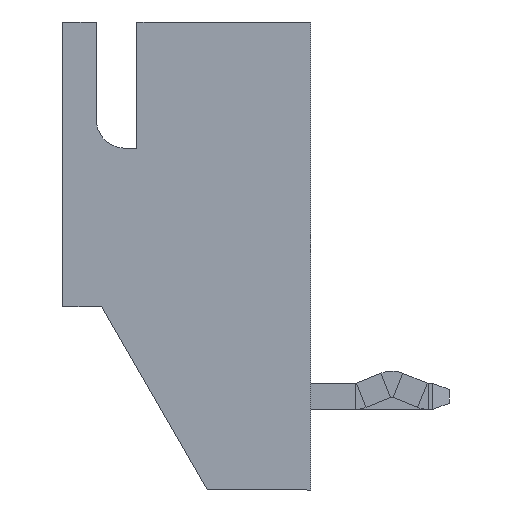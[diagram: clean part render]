
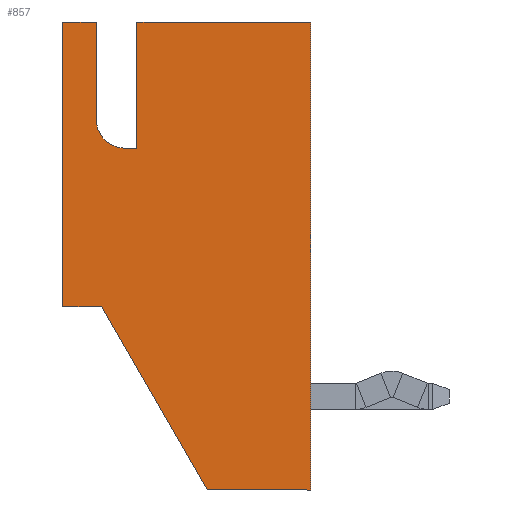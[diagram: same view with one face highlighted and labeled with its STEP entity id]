
A CAD part, left-side view. The second image highlights one B-rep face of the part: STEP entity #857.
In plain terms, the highlighted planar face has unit normal (-1, 0, 0).
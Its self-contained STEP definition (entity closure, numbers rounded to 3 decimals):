
#77 = CARTESIAN_POINT ( 'NONE',  ( -8.7, 0., 0. ) ) ;
#159 = DIRECTION ( 'NONE',  ( 0., 1., 0. ) ) ;
#291 = CARTESIAN_POINT ( 'NONE',  ( -8.7, 0., -7. ) ) ;
#360 = EDGE_LOOP ( 'NONE', ( #1820, #1329, #5009, #4762, #4188, #3383, #855, #392, #1896, #1899, #4468 ) ) ;
#392 = ORIENTED_EDGE ( 'NONE', *, *, #2996, .F. ) ;
#482 = CARTESIAN_POINT ( 'NONE',  ( -8.7, 6.1, -7. ) ) ;
#571 = VECTOR ( 'NONE', #159, 1000. ) ;
#631 = CARTESIAN_POINT ( 'NONE',  ( -8.7, 5.148, -7. ) ) ;
#685 = LINE ( 'NONE', #291, #3641 ) ;
#720 = LINE ( 'NONE', #2275, #3633 ) ;
#740 = CARTESIAN_POINT ( 'NONE',  ( -8.7, 4.275, 0. ) ) ;
#761 = LINE ( 'NONE', #3805, #2583 ) ;
#855 = ORIENTED_EDGE ( 'NONE', *, *, #2474, .F. ) ;
#857 = ADVANCED_FACE ( 'NONE', ( #4469 ), #1784, .T. ) ;
#947 = CIRCLE ( 'NONE', #2010, 0.7 ) ;
#1001 = CARTESIAN_POINT ( 'NONE',  ( -8.7, 5.275, 0. ) ) ;
#1027 = CARTESIAN_POINT ( 'NONE',  ( -8.7, 0., -11.5 ) ) ;
#1091 = DIRECTION ( 'NONE',  ( 0., 0., -1. ) ) ;
#1329 = ORIENTED_EDGE ( 'NONE', *, *, #4758, .F. ) ;
#1396 = CARTESIAN_POINT ( 'NONE',  ( -8.7, 0., 0. ) ) ;
#1503 = VERTEX_POINT ( 'NONE', #1779 ) ;
#1535 = EDGE_CURVE ( 'NONE', #2675, #3999, #2897, .T. ) ;
#1644 = DIRECTION ( 'NONE',  ( 0., -1., 0. ) ) ;
#1718 = VERTEX_POINT ( 'NONE', #1837 ) ;
#1737 = LINE ( 'NONE', #3720, #3392 ) ;
#1779 = CARTESIAN_POINT ( 'NONE',  ( -8.7, 6.1, 0. ) ) ;
#1784 = PLANE ( 'NONE',  #2118 ) ;
#1797 = VECTOR ( 'NONE', #1644, 1000. ) ;
#1820 = ORIENTED_EDGE ( 'NONE', *, *, #4448, .T. ) ;
#1837 = CARTESIAN_POINT ( 'NONE',  ( -8.7, 5.275, 0. ) ) ;
#1891 = DIRECTION ( 'NONE',  ( 0., 0., 1. ) ) ;
#1896 = ORIENTED_EDGE ( 'NONE', *, *, #4982, .T. ) ;
#1899 = ORIENTED_EDGE ( 'NONE', *, *, #4701, .T. ) ;
#2010 = AXIS2_PLACEMENT_3D ( 'NONE', #2404, #4645, #4342 ) ;
#2021 = LINE ( 'NONE', #4425, #571 ) ;
#2057 = VERTEX_POINT ( 'NONE', #4991 ) ;
#2118 = AXIS2_PLACEMENT_3D ( 'NONE', #1396, #2954, #1891 ) ;
#2206 = DIRECTION ( 'NONE',  ( 0., 0., 1. ) ) ;
#2212 = EDGE_CURVE ( 'NONE', #2926, #2057, #947, .T. ) ;
#2229 = DIRECTION ( 'NONE',  ( 0., 0., 1. ) ) ;
#2255 = LINE ( 'NONE', #1001, #2362 ) ;
#2259 = VECTOR ( 'NONE', #4329, 1000. ) ;
#2275 = CARTESIAN_POINT ( 'NONE',  ( -8.7, 4.275, -3.1 ) ) ;
#2327 = DIRECTION ( 'NONE',  ( 0., 0.5, 0.866 ) ) ;
#2362 = VECTOR ( 'NONE', #2229, 1000. ) ;
#2404 = CARTESIAN_POINT ( 'NONE',  ( -8.7, 4.575, -2.4 ) ) ;
#2474 = EDGE_CURVE ( 'NONE', #3837, #2675, #4210, .T. ) ;
#2476 = VERTEX_POINT ( 'NONE', #740 ) ;
#2497 = EDGE_CURVE ( 'NONE', #3999, #4119, #761, .T. ) ;
#2583 = VECTOR ( 'NONE', #2327, 1000. ) ;
#2648 = DIRECTION ( 'NONE',  ( 0., 1., 0. ) ) ;
#2675 = VERTEX_POINT ( 'NONE', #1027 ) ;
#2702 = EDGE_CURVE ( 'NONE', #4013, #1503, #1737, .T. ) ;
#2738 = LINE ( 'NONE', #4277, #2259 ) ;
#2897 = LINE ( 'NONE', #4413, #2983 ) ;
#2926 = VERTEX_POINT ( 'NONE', #4233 ) ;
#2954 = DIRECTION ( 'NONE',  ( -1., 0., 0. ) ) ;
#2983 = VECTOR ( 'NONE', #4877, 1000. ) ;
#2996 = EDGE_CURVE ( 'NONE', #2476, #3837, #2738, .T. ) ;
#3074 = CARTESIAN_POINT ( 'NONE',  ( -8.7, 4.275, -3.1 ) ) ;
#3383 = ORIENTED_EDGE ( 'NONE', *, *, #1535, .F. ) ;
#3392 = VECTOR ( 'NONE', #2206, 1000. ) ;
#3465 = VECTOR ( 'NONE', #4113, 1000. ) ;
#3633 = VECTOR ( 'NONE', #1091, 1000. ) ;
#3641 = VECTOR ( 'NONE', #2648, 1000. ) ;
#3720 = CARTESIAN_POINT ( 'NONE',  ( -8.7, 6.1, 0. ) ) ;
#3805 = CARTESIAN_POINT ( 'NONE',  ( -8.7, 2.55, -11.5 ) ) ;
#3837 = VERTEX_POINT ( 'NONE', #4989 ) ;
#3877 = CARTESIAN_POINT ( 'NONE',  ( -8.7, 0., 0. ) ) ;
#3957 = CARTESIAN_POINT ( 'NONE',  ( -8.7, 2.55, -11.5 ) ) ;
#3999 = VERTEX_POINT ( 'NONE', #3957 ) ;
#4009 = LINE ( 'NONE', #77, #1797 ) ;
#4013 = VERTEX_POINT ( 'NONE', #482 ) ;
#4113 = DIRECTION ( 'NONE',  ( 0., 0., -1. ) ) ;
#4119 = VERTEX_POINT ( 'NONE', #631 ) ;
#4172 = EDGE_CURVE ( 'NONE', #4119, #4013, #685, .T. ) ;
#4188 = ORIENTED_EDGE ( 'NONE', *, *, #2497, .F. ) ;
#4210 = LINE ( 'NONE', #3877, #3465 ) ;
#4233 = CARTESIAN_POINT ( 'NONE',  ( -8.7, 4.575, -3.1 ) ) ;
#4277 = CARTESIAN_POINT ( 'NONE',  ( -8.7, 0., 0. ) ) ;
#4306 = VERTEX_POINT ( 'NONE', #3074 ) ;
#4329 = DIRECTION ( 'NONE',  ( 0., -1., 0. ) ) ;
#4342 = DIRECTION ( 'NONE',  ( 0., 0., -1. ) ) ;
#4413 = CARTESIAN_POINT ( 'NONE',  ( -8.7, 0., -11.5 ) ) ;
#4425 = CARTESIAN_POINT ( 'NONE',  ( -8.7, 4.575, -3.1 ) ) ;
#4448 = EDGE_CURVE ( 'NONE', #2057, #1718, #2255, .T. ) ;
#4468 = ORIENTED_EDGE ( 'NONE', *, *, #2212, .T. ) ;
#4469 = FACE_OUTER_BOUND ( 'NONE', #360, .T. ) ;
#4645 = DIRECTION ( 'NONE',  ( 1., 0., 0. ) ) ;
#4701 = EDGE_CURVE ( 'NONE', #4306, #2926, #2021, .T. ) ;
#4758 = EDGE_CURVE ( 'NONE', #1503, #1718, #4009, .T. ) ;
#4762 = ORIENTED_EDGE ( 'NONE', *, *, #4172, .F. ) ;
#4877 = DIRECTION ( 'NONE',  ( 0., 1., 0. ) ) ;
#4982 = EDGE_CURVE ( 'NONE', #2476, #4306, #720, .T. ) ;
#4989 = CARTESIAN_POINT ( 'NONE',  ( -8.7, 0., 0. ) ) ;
#4991 = CARTESIAN_POINT ( 'NONE',  ( -8.7, 5.275, -2.4 ) ) ;
#5009 = ORIENTED_EDGE ( 'NONE', *, *, #2702, .F. ) ;
